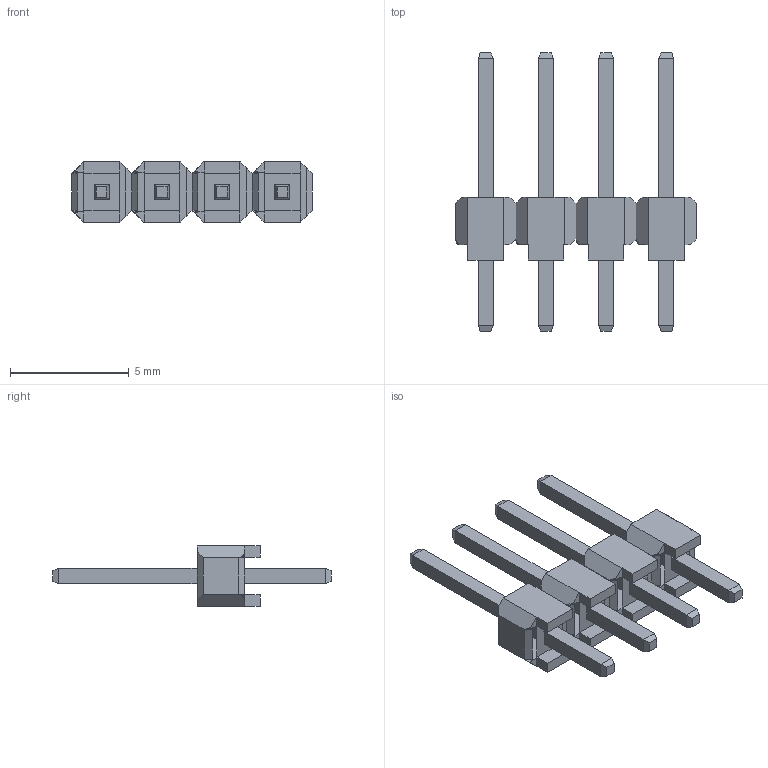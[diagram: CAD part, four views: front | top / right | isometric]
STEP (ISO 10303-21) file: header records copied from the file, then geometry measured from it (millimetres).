
FILE_DESCRIPTION(('FreeCAD Model'),'2;1');
FILE_NAME('Open CASCADE Shape Model','2025-01-09T12:55:09',(''),(''), 'Open CASCADE STEP processor 7.8','FreeCAD','Unknown');
FILE_SCHEMA(('AUTOMOTIVE_DESIGN { 1 0 10303 214 1 1 1 1 }'));
Length unit declared in the file: millimetre
Products named in the file (5): M20_999xxxx_tin; Array; Body; Array001; Body001
Assembly tree (10 placements, depth 3):
  M20_999xxxx_tin
    Array
      Body  x4
    Array001
      Body001  x4
Bounding box: 10.16 x 11.74 x 2.54 mm (x, y, z)
Volume: 19 mm3; surface area: 273.8 mm2
Topology: 4 solids, 8 shells, 184 faces, 432 edges, 264 vertices
Faces by surface type: plane 176, bspline 8
Entity records: 1592 total; most frequent: CARTESIAN_POINT 411, DIRECTION 216, ORIENTED_EDGE 213, EDGE_CURVE 108, LINE 106, VECTOR 106, VERTEX_POINT 68, AXIS2_PLACEMENT_3D 55
